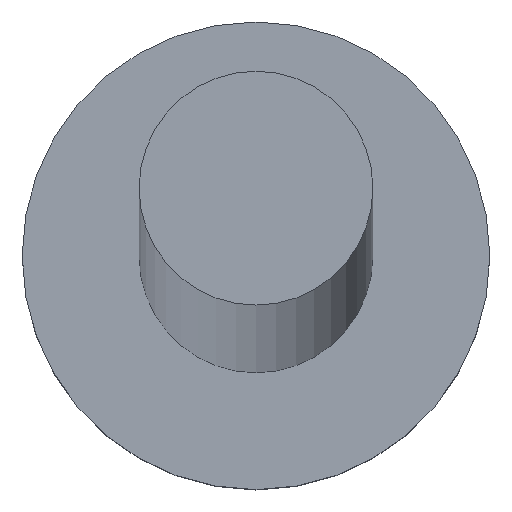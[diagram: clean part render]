
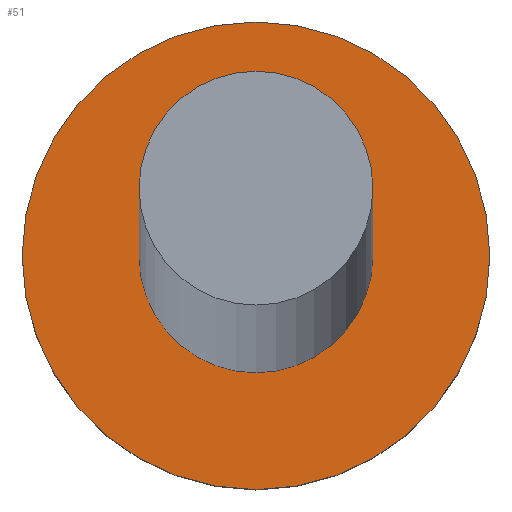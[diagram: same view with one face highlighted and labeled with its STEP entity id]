
A CAD part, top view. The second image highlights one B-rep face of the part: STEP entity #51.
In plain terms, the highlighted planar face has unit normal (0, 0, 1).
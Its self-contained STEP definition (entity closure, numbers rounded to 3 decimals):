
#1 = PLANE ( 'NONE',  #122 ) ;
#6 = DIRECTION ( 'NONE',  ( 1., 0., 0. ) ) ;
#18 = CIRCLE ( 'NONE', #64, 6. ) ;
#21 = CARTESIAN_POINT ( 'NONE',  ( -6., 0., 5. ) ) ;
#23 = VERTEX_POINT ( 'NONE', #21 ) ;
#25 = DIRECTION ( 'NONE',  ( 0., 0., 1. ) ) ;
#26 = ORIENTED_EDGE ( 'NONE', *, *, #56, .F. ) ;
#28 = CIRCLE ( 'NONE', #108, 3. ) ;
#41 = DIRECTION ( 'NONE',  ( 0., 0., 1. ) ) ;
#46 = DIRECTION ( 'NONE',  ( 1., 0., 0. ) ) ;
#51 = ADVANCED_FACE ( 'NONE', ( #128, #106 ), #1, .T. ) ;
#56 = EDGE_CURVE ( 'NONE', #239, #236, #28, .T. ) ;
#59 = CARTESIAN_POINT ( 'NONE',  ( 0., 0., 5. ) ) ;
#64 = AXIS2_PLACEMENT_3D ( 'NONE', #91, #168, #46 ) ;
#65 = CARTESIAN_POINT ( 'NONE',  ( 0., 0., 5. ) ) ;
#77 = AXIS2_PLACEMENT_3D ( 'NONE', #186, #208, #207 ) ;
#91 = CARTESIAN_POINT ( 'NONE',  ( 0., 0., 5. ) ) ;
#100 = CARTESIAN_POINT ( 'NONE',  ( -3., 0., 5. ) ) ;
#106 = FACE_OUTER_BOUND ( 'NONE', #126, .T. ) ;
#108 = AXIS2_PLACEMENT_3D ( 'NONE', #219, #41, #6 ) ;
#111 = DIRECTION ( 'NONE',  ( 1., 0., 0. ) ) ;
#118 = EDGE_CURVE ( 'NONE', #236, #239, #132, .T. ) ;
#122 = AXIS2_PLACEMENT_3D ( 'NONE', #59, #25, #143 ) ;
#126 = EDGE_LOOP ( 'NONE', ( #220, #129 ) ) ;
#127 = ORIENTED_EDGE ( 'NONE', *, *, #118, .F. ) ;
#128 = FACE_BOUND ( 'NONE', #235, .T. ) ;
#129 = ORIENTED_EDGE ( 'NONE', *, *, #141, .T. ) ;
#132 = CIRCLE ( 'NONE', #245, 3. ) ;
#133 = DIRECTION ( 'NONE',  ( 0., 0., 1. ) ) ;
#141 = EDGE_CURVE ( 'NONE', #145, #23, #231, .T. ) ;
#143 = DIRECTION ( 'NONE',  ( 1., 0., 0. ) ) ;
#145 = VERTEX_POINT ( 'NONE', #149 ) ;
#149 = CARTESIAN_POINT ( 'NONE',  ( 6., 0., 5. ) ) ;
#150 = CARTESIAN_POINT ( 'NONE',  ( 3., 0., 5. ) ) ;
#168 = DIRECTION ( 'NONE',  ( 0., 0., 1. ) ) ;
#176 = EDGE_CURVE ( 'NONE', #23, #145, #18, .T. ) ;
#186 = CARTESIAN_POINT ( 'NONE',  ( 0., 0., 5. ) ) ;
#207 = DIRECTION ( 'NONE',  ( 1., 0., 0. ) ) ;
#208 = DIRECTION ( 'NONE',  ( 0., 0., 1. ) ) ;
#219 = CARTESIAN_POINT ( 'NONE',  ( 0., 0., 5. ) ) ;
#220 = ORIENTED_EDGE ( 'NONE', *, *, #176, .T. ) ;
#231 = CIRCLE ( 'NONE', #77, 6. ) ;
#235 = EDGE_LOOP ( 'NONE', ( #26, #127 ) ) ;
#236 = VERTEX_POINT ( 'NONE', #150 ) ;
#239 = VERTEX_POINT ( 'NONE', #100 ) ;
#245 = AXIS2_PLACEMENT_3D ( 'NONE', #65, #133, #111 ) ;
